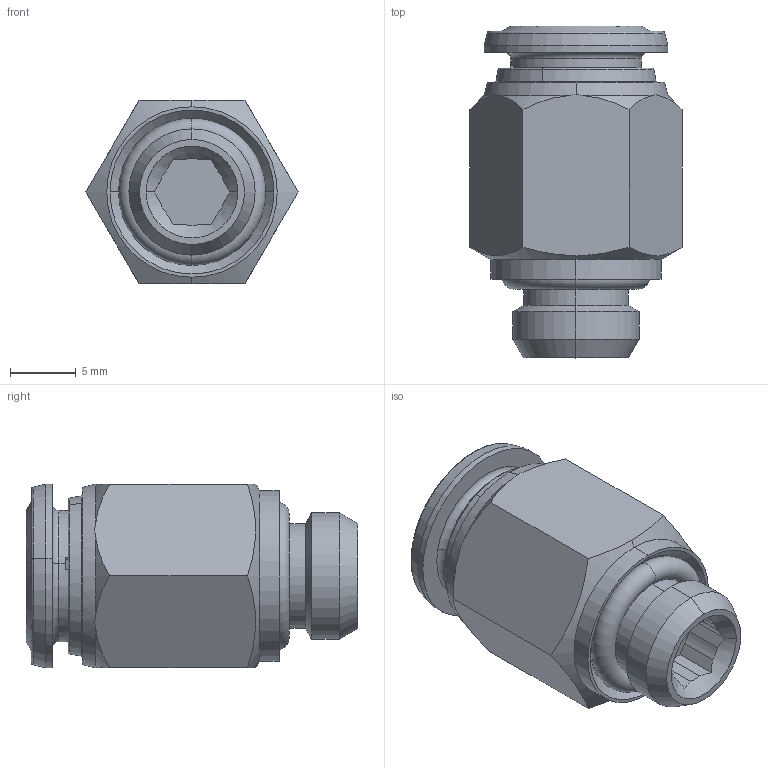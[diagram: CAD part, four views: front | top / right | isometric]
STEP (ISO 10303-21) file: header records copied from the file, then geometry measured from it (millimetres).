
FILE_DESCRIPTION (( 'STEP AP214' ), '1' );
FILE_NAME ('6002000005.step', '2012-10-16T16:31:04', ( '' ), ( '' ), 'SwSTEP 2.0', 'SolidWorks 2012', '' );
FILE_SCHEMA (( 'AUTOMOTIVE_DESIGN' ));
Length unit declared in the file: millimetre
Products named in the file (1): 6002000005
Bounding box: 16.17 x 25.3 x 14 mm (x, y, z)
Volume: 3003.2 mm3; surface area: 1799.1 mm2
Topology: 1 solids, 1 shells, 93 faces, 230 edges, 144 vertices
Faces by surface type: plane 33, cone 30, cylinder 18, torus 12
Entity records: 3963 total; most frequent: CARTESIAN_POINT 684, DIRECTION 480, ORIENTED_EDGE 460, EDGE_CURVE 230, AXIS2_PLACEMENT_3D 196, VERTEX_POINT 144, CIRCLE 102, EDGE_LOOP 102
